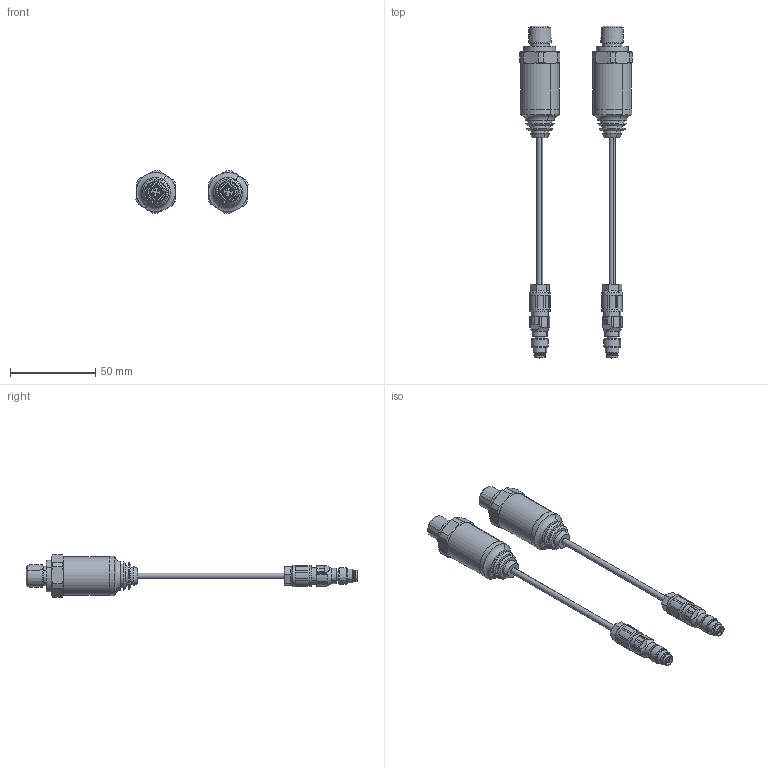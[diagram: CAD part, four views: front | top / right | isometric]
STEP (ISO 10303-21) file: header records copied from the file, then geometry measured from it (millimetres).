
FILE_DESCRIPTION (( 'STEP AP214' ), '1' );
FILE_NAME ('P7257A.STEP', '2023-10-10T13:27:29', ( '' ), ( '' ), 'SwSTEP 2.0', 'SolidWorks 2021', '' );
FILE_SCHEMA (( 'AUTOMOTIVE_DESIGN' ));
Length unit declared in the file: millimetre
Products named in the file (1): P7257A
Bounding box: 65.83 x 195.02 x 25 mm (x, y, z)
Volume: 36889.4 mm3; surface area: 26232.4 mm2
Topology: 10 solids, 10 shells, 698 faces, 1658 edges, 1050 vertices
Faces by surface type: cylinder 268, plane 226, cone 168, torus 36
Entity records: 28443 total; most frequent: CARTESIAN_POINT 4187, DIRECTION 3640, ORIENTED_EDGE 3292, EDGE_CURVE 1646, AXIS2_PLACEMENT_3D 1471, VERTEX_POINT 1050, EDGE_LOOP 792, CIRCLE 772
